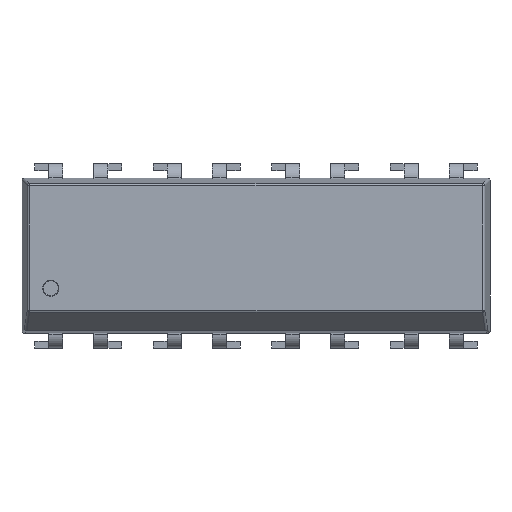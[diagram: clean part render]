
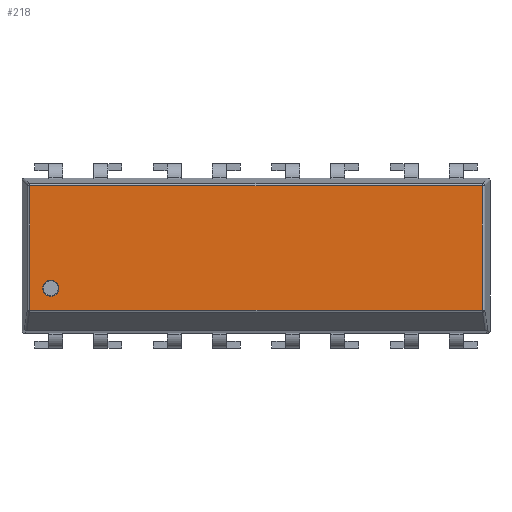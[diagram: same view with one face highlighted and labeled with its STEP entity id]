
A CAD part, top view. The second image highlights one B-rep face of the part: STEP entity #218.
In plain terms, the highlighted planar face has unit normal (0, 0, 1).
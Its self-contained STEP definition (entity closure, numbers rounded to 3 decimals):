
#218=ADVANCED_FACE('',(#3926,#3928),#3930,.T.);
#3926=FACE_BOUND('',#3927,.T.);
#3927=EDGE_LOOP('',(#6788,#6789,#6790,#6791));
#3928=FACE_BOUND('',#3929,.T.);
#3929=EDGE_LOOP('',(#6792));
#3930=PLANE('',#3931);
#3931=AXIS2_PLACEMENT_3D('',#3932,#3933,#3934);
#3932=CARTESIAN_POINT('',(0.,0.,4.6));
#3933=DIRECTION('',(0.,0.,1.));
#3934=DIRECTION('',(1.,0.,0.));
#6788=ORIENTED_EDGE('',*,*,#8616,.T.);
#6789=ORIENTED_EDGE('',*,*,#8617,.T.);
#6790=ORIENTED_EDGE('',*,*,#8618,.T.);
#6791=ORIENTED_EDGE('',*,*,#8619,.T.);
#6792=ORIENTED_EDGE('',*,*,#8620,.T.);
#8616=EDGE_CURVE('',#9530,#9531,#9532,.T.);
#8617=EDGE_CURVE('',#9531,#9533,#9534,.T.);
#8618=EDGE_CURVE('',#9533,#9535,#9536,.T.);
#8619=EDGE_CURVE('',#9535,#9530,#9537,.F.);
#8620=EDGE_CURVE('',#9538,#9538,#9539,.F.);
#9530=VERTEX_POINT('',#11000);
#9531=VERTEX_POINT('',#11001);
#9532=LINE('',#11002,#11003);
#9533=VERTEX_POINT('',#11005);
#9534=LINE('',#11006,#11007);
#9535=VERTEX_POINT('',#11009);
#9536=LINE('',#11010,#11011);
#9537=LINE('',#11013,#11014);
#9538=VERTEX_POINT('',#11016);
#9539=CIRCLE('',#11017,0.35);
#11000=CARTESIAN_POINT('',(9.713,-2.345,4.6));
#11001=CARTESIAN_POINT('',(9.713,3.003,4.6));
#11002=CARTESIAN_POINT('',(9.713,-2.345,4.6));
#11003=VECTOR('',#11004,1.);
#11004=DIRECTION('',(0.,1.,0.));
#11005=CARTESIAN_POINT('',(-9.713,3.003,4.6));
#11006=CARTESIAN_POINT('',(9.713,3.003,4.6));
#11007=VECTOR('',#11008,1.);
#11008=DIRECTION('',(-1.,0.,0.));
#11009=CARTESIAN_POINT('',(-9.713,-2.345,4.6));
#11010=CARTESIAN_POINT('',(-9.713,3.003,4.6));
#11011=VECTOR('',#11012,1.);
#11012=DIRECTION('',(0.,-1.,0.));
#11013=CARTESIAN_POINT('',(9.713,-2.345,4.6));
#11014=VECTOR('',#11015,1.);
#11015=DIRECTION('',(-1.,0.,0.));
#11016=CARTESIAN_POINT('',(-8.452,-1.392,4.6));
#11017=AXIS2_PLACEMENT_3D('',#11018,#11019,#11020);
#11018=CARTESIAN_POINT('',(-8.802,-1.392,4.6));
#11019=DIRECTION('',(0.,0.,1.));
#11020=DIRECTION('',(1.,0.,0.));
